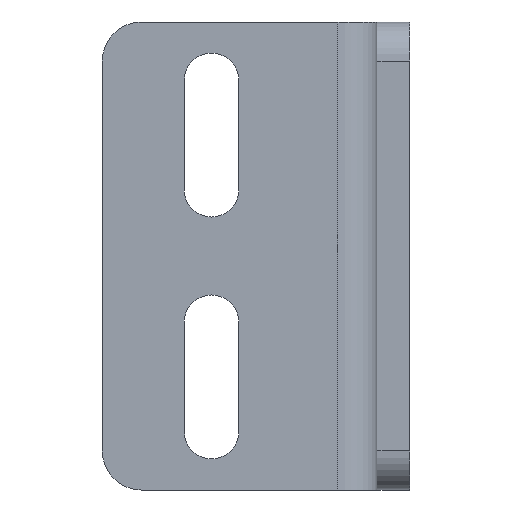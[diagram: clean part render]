
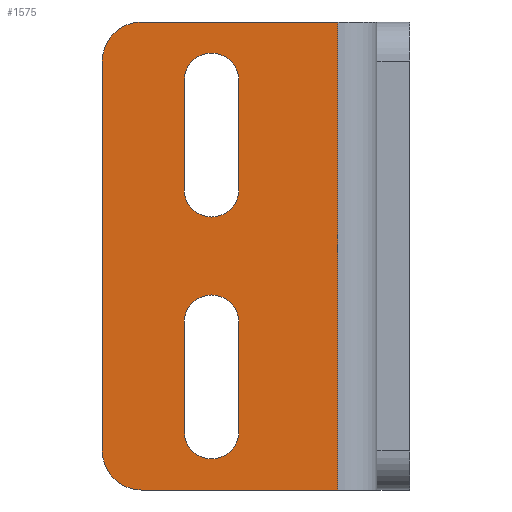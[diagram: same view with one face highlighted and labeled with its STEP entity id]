
A CAD part, left-side view. The second image highlights one B-rep face of the part: STEP entity #1575.
In plain terms, the highlighted planar face has unit normal (-1, 0, 0).
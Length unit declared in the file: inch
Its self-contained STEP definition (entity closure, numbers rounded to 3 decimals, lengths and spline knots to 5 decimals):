
#380=DIRECTION('',(0.,0.,-1.));
#381=VECTOR('',#380,2.3622);
#382=CARTESIAN_POINT('',(-0.48819,0.3622,
1.1811));
#383=LINE('',#382,#381);
#455=CARTESIAN_POINT('',(-0.48819,1.35433,
-0.98425));
#456=DIRECTION('',(-1.,0.,0.));
#457=DIRECTION('',(0.,1.,0.));
#458=AXIS2_PLACEMENT_3D('',#455,#456,#457);
#460=DIRECTION('',(0.,-1.,0.));
#461=VECTOR('',#460,0.99213);
#462=CARTESIAN_POINT('',(-0.48819,1.35433,
-1.1811));
#463=LINE('',#462,#461);
#472=DIRECTION('',(0.,0.,-1.));
#473=VECTOR('',#472,1.9685);
#474=CARTESIAN_POINT('',(-0.48819,1.55118,
0.98425));
#475=LINE('',#474,#473);
#476=DIRECTION('',(0.,0.,-1.));
#477=VECTOR('',#476,0.55118);
#478=CARTESIAN_POINT('',(-0.48819,1.1378,
-0.33465));
#479=LINE('',#478,#477);
#480=CARTESIAN_POINT('',(-0.48819,1.,-0.88583));
#481=DIRECTION('',(1.,0.,0.));
#482=DIRECTION('',(0.,-1.,0.));
#483=AXIS2_PLACEMENT_3D('',#480,#481,#482);
#485=DIRECTION('',(0.,0.,1.));
#486=VECTOR('',#485,0.55118);
#487=CARTESIAN_POINT('',(-0.48819,0.8622,
-0.88583));
#488=LINE('',#487,#486);
#489=CARTESIAN_POINT('',(-0.48819,1.,-0.33465));
#490=DIRECTION('',(1.,0.,0.));
#491=DIRECTION('',(0.,1.,0.));
#492=AXIS2_PLACEMENT_3D('',#489,#490,#491);
#494=DIRECTION('',(0.,0.,-1.));
#495=VECTOR('',#494,0.55118);
#496=CARTESIAN_POINT('',(-0.48819,1.1378,
0.88583));
#497=LINE('',#496,#495);
#498=CARTESIAN_POINT('',(-0.48819,1.,0.33465));
#499=DIRECTION('',(1.,0.,0.));
#500=DIRECTION('',(0.,-1.,0.));
#501=AXIS2_PLACEMENT_3D('',#498,#499,#500);
#503=DIRECTION('',(0.,0.,1.));
#504=VECTOR('',#503,0.55118);
#505=CARTESIAN_POINT('',(-0.48819,0.8622,
0.33465));
#506=LINE('',#505,#504);
#507=CARTESIAN_POINT('',(-0.48819,1.,0.88583));
#508=DIRECTION('',(1.,0.,0.));
#509=DIRECTION('',(0.,1.,0.));
#510=AXIS2_PLACEMENT_3D('',#507,#508,#509);
#525=CARTESIAN_POINT('',(-0.48819,1.35433,
0.98425));
#526=DIRECTION('',(-1.,0.,0.));
#527=DIRECTION('',(0.,0.,1.));
#528=AXIS2_PLACEMENT_3D('',#525,#526,#527);
#534=DIRECTION('',(0.,-1.,0.));
#535=VECTOR('',#534,0.99213);
#536=CARTESIAN_POINT('',(-0.48819,1.35433,1.1811));
#537=LINE('',#536,#535);
#975=CARTESIAN_POINT('',(-0.48819,0.3622,
1.1811));
#977=VERTEX_POINT('',#975);
#979=CARTESIAN_POINT('',(-0.48819,0.3622,
-1.1811));
#981=VERTEX_POINT('',#979);
#1023=CARTESIAN_POINT('',(-0.48819,1.1378,
0.88583));
#1024=CARTESIAN_POINT('',(-0.48819,1.1378,
0.33465));
#1025=VERTEX_POINT('',#1023);
#1026=VERTEX_POINT('',#1024);
#1027=CARTESIAN_POINT('',(-0.48819,0.8622,
0.33465));
#1028=VERTEX_POINT('',#1027);
#1029=CARTESIAN_POINT('',(-0.48819,0.8622,
0.88583));
#1030=VERTEX_POINT('',#1029);
#1031=CARTESIAN_POINT('',(-0.48819,1.1378,
-0.33465));
#1032=CARTESIAN_POINT('',(-0.48819,1.1378,
-0.88583));
#1033=VERTEX_POINT('',#1031);
#1034=VERTEX_POINT('',#1032);
#1035=CARTESIAN_POINT('',(-0.48819,0.8622,
-0.88583));
#1036=VERTEX_POINT('',#1035);
#1037=CARTESIAN_POINT('',(-0.48819,0.8622,
-0.33465));
#1038=VERTEX_POINT('',#1037);
#1056=CARTESIAN_POINT('',(-0.48819,1.35433,
-1.1811));
#1058=VERTEX_POINT('',#1056);
#1061=CARTESIAN_POINT('',(-0.48819,1.55118,
-0.98425));
#1062=VERTEX_POINT('',#1061);
#1064=CARTESIAN_POINT('',(-0.48819,1.55118,
0.98425));
#1066=VERTEX_POINT('',#1064);
#1069=CARTESIAN_POINT('',(-0.48819,1.35433,
1.1811));
#1070=VERTEX_POINT('',#1069);
#1539=CARTESIAN_POINT('',(-0.48819,1.55118,
1.1811));
#1540=DIRECTION('',(-1.,0.,0.));
#1541=DIRECTION('',(0.,-1.,0.));
#1542=AXIS2_PLACEMENT_3D('',#1539,#1540,#1541);
#1543=PLANE('',#1542);
#1544=ORIENTED_EDGE('',*,*,#1521,.F.);
#1546=ORIENTED_EDGE('',*,*,#1545,.F.);
#1548=ORIENTED_EDGE('',*,*,#1547,.F.);
#1550=ORIENTED_EDGE('',*,*,#1549,.T.);
#1551=ORIENTED_EDGE('',*,*,#1439,.T.);
#1552=ORIENTED_EDGE('',*,*,#1532,.F.);
#1553=EDGE_LOOP('',(#1544,#1546,#1548,#1550,#1551,#1552));
#1554=FACE_OUTER_BOUND('',#1553,.F.);
#1556=ORIENTED_EDGE('',*,*,#1555,.T.);
#1558=ORIENTED_EDGE('',*,*,#1557,.F.);
#1560=ORIENTED_EDGE('',*,*,#1559,.T.);
#1562=ORIENTED_EDGE('',*,*,#1561,.F.);
#1563=EDGE_LOOP('',(#1556,#1558,#1560,#1562));
#1564=FACE_BOUND('',#1563,.F.);
#1566=ORIENTED_EDGE('',*,*,#1565,.T.);
#1568=ORIENTED_EDGE('',*,*,#1567,.F.);
#1570=ORIENTED_EDGE('',*,*,#1569,.T.);
#1572=ORIENTED_EDGE('',*,*,#1571,.F.);
#1573=EDGE_LOOP('',(#1566,#1568,#1570,#1572));
#1574=FACE_BOUND('',#1573,.F.);
#1575=ADVANCED_FACE('',(#1554,#1564,#1574),#1543,.T.);
#459=CIRCLE('',#458,0.19685);
#484=CIRCLE('',#483,0.1378);
#493=CIRCLE('',#492,0.1378);
#502=CIRCLE('',#501,0.1378);
#511=CIRCLE('',#510,0.1378);
#529=CIRCLE('',#528,0.19685);
#1439=EDGE_CURVE('',#977,#981,#383,.T.);
#1521=EDGE_CURVE('',#1062,#1058,#459,.T.);
#1532=EDGE_CURVE('',#1058,#981,#463,.T.);
#1545=EDGE_CURVE('',#1066,#1062,#475,.T.);
#1547=EDGE_CURVE('',#1070,#1066,#529,.T.);
#1549=EDGE_CURVE('',#1070,#977,#537,.T.);
#1555=EDGE_CURVE('',#1033,#1034,#479,.T.);
#1557=EDGE_CURVE('',#1036,#1034,#484,.T.);
#1559=EDGE_CURVE('',#1036,#1038,#488,.T.);
#1561=EDGE_CURVE('',#1033,#1038,#493,.T.);
#1565=EDGE_CURVE('',#1025,#1026,#497,.T.);
#1567=EDGE_CURVE('',#1028,#1026,#502,.T.);
#1569=EDGE_CURVE('',#1028,#1030,#506,.T.);
#1571=EDGE_CURVE('',#1025,#1030,#511,.T.);
